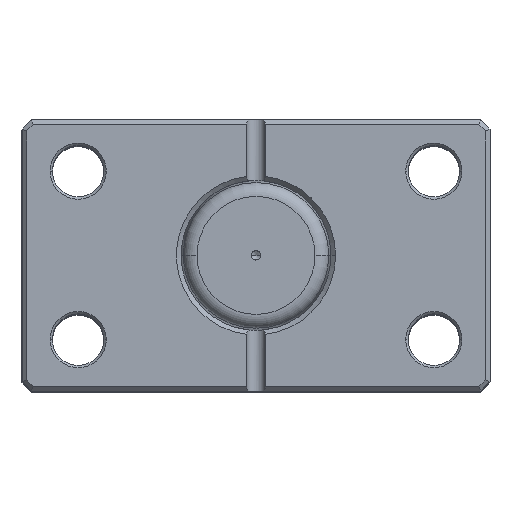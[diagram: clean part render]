
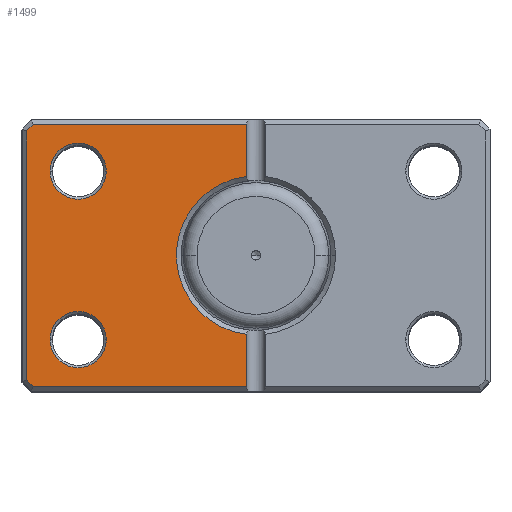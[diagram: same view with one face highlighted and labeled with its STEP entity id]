
A CAD part, top view. The second image highlights one B-rep face of the part: STEP entity #1499.
In plain terms, the highlighted face is planar.
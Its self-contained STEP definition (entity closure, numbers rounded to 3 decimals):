
#250 = EDGE_LOOP ( 'NONE', ( #792, #6177 ) ) ;
#300 = CIRCLE ( 'NONE', #3527, 17. ) ;
#385 = AXIS2_PLACEMENT_3D ( 'NONE', #4897, #1395, #2589 ) ;
#491 = DIRECTION ( 'NONE',  ( 0., 0., 1. ) ) ;
#505 = LINE ( 'NONE', #2461, #4351 ) ;
#564 = DIRECTION ( 'NONE',  ( 0., 0., 1. ) ) ;
#577 = EDGE_CURVE ( 'NONE', #5961, #5967, #1877, .T. ) ;
#666 = DIRECTION ( 'NONE',  ( 0., 1., 0. ) ) ;
#668 = EDGE_CURVE ( 'NONE', #5238, #5308, #4838, .T. ) ;
#712 = CARTESIAN_POINT ( 'NONE',  ( 2., 29., 0. ) ) ;
#714 = VERTEX_POINT ( 'NONE', #3361 ) ;
#792 = ORIENTED_EDGE ( 'NONE', *, *, #668, .T. ) ;
#1050 = DIRECTION ( 'NONE',  ( 1., 0., 0. ) ) ;
#1079 = DIRECTION ( 'NONE',  ( 0., 0., 1. ) ) ;
#1148 = CARTESIAN_POINT ( 'NONE',  ( 38., 18., 0. ) ) ;
#1284 = EDGE_CURVE ( 'NONE', #5308, #5238, #3450, .T. ) ;
#1295 = EDGE_CURVE ( 'NONE', #5967, #5961, #4481, .T. ) ;
#1296 = EDGE_CURVE ( 'NONE', #5938, #6454, #5709, .T. ) ;
#1304 = EDGE_CURVE ( 'NONE', #6454, #6125, #300, .T. ) ;
#1315 = EDGE_CURVE ( 'NONE', #6125, #1485, #505, .T. ) ;
#1317 = EDGE_CURVE ( 'NONE', #1485, #2084, #3174, .T. ) ;
#1327 = EDGE_CURVE ( 'NONE', #2084, #714, #1509, .T. ) ;
#1328 = EDGE_CURVE ( 'NONE', #714, #1868, #4227, .T. ) ;
#1333 = VECTOR ( 'NONE', #2220, 1000. ) ;
#1334 = EDGE_CURVE ( 'NONE', #1868, #2974, #5280, .T. ) ;
#1344 = EDGE_CURVE ( 'NONE', #2974, #5938, #3032, .T. ) ;
#1395 = DIRECTION ( 'NONE',  ( 0., 0., 1. ) ) ;
#1421 = FACE_BOUND ( 'NONE', #6410, .T. ) ;
#1485 = VERTEX_POINT ( 'NONE', #6145 ) ;
#1499 = ADVANCED_FACE ( 'NONE', ( #5339, #1421, #3101 ), #5350, .F. ) ;
#1509 = LINE ( 'NONE', #5603, #6510 ) ;
#1712 = AXIS2_PLACEMENT_3D ( 'NONE', #2970, #3110, #2853 ) ;
#1868 = VERTEX_POINT ( 'NONE', #3729 ) ;
#1877 = CIRCLE ( 'NONE', #1712, 6. ) ;
#2061 = VECTOR ( 'NONE', #3849, 1000. ) ;
#2084 = VERTEX_POINT ( 'NONE', #2692 ) ;
#2220 = DIRECTION ( 'NONE',  ( -1., 0., 0. ) ) ;
#2248 = CARTESIAN_POINT ( 'NONE',  ( 49., 0., 0. ) ) ;
#2330 = CARTESIAN_POINT ( 'NONE',  ( 38., -18., 0. ) ) ;
#2448 = ORIENTED_EDGE ( 'NONE', *, *, #577, .T. ) ;
#2461 = CARTESIAN_POINT ( 'NONE',  ( 2., 29., 0. ) ) ;
#2522 = ORIENTED_EDGE ( 'NONE', *, *, #1295, .T. ) ;
#2589 = DIRECTION ( 'NONE',  ( 1., 0., 0. ) ) ;
#2692 = CARTESIAN_POINT ( 'NONE',  ( 47.586, 28., 0. ) ) ;
#2749 = CARTESIAN_POINT ( 'NONE',  ( 37.793, -37.793, 0. ) ) ;
#2772 = DIRECTION ( 'NONE',  ( 1., 0., 0. ) ) ;
#2853 = DIRECTION ( 'NONE',  ( 1., 0., 0. ) ) ;
#2883 = DIRECTION ( 'NONE',  ( 1., 0., 0. ) ) ;
#2933 = DIRECTION ( 'NONE',  ( -0.707, -0.707, 0. ) ) ;
#2970 = CARTESIAN_POINT ( 'NONE',  ( 38., 18., 0. ) ) ;
#2974 = VERTEX_POINT ( 'NONE', #3665 ) ;
#2999 = CARTESIAN_POINT ( 'NONE',  ( 0., 28., 0. ) ) ;
#3032 = LINE ( 'NONE', #4201, #1333 ) ;
#3086 = ORIENTED_EDGE ( 'NONE', *, *, #1315, .T. ) ;
#3101 = FACE_OUTER_BOUND ( 'NONE', #5057, .T. ) ;
#3110 = DIRECTION ( 'NONE',  ( 0., 0., 1. ) ) ;
#3174 = LINE ( 'NONE', #2999, #5423 ) ;
#3318 = VECTOR ( 'NONE', #666, 1000. ) ;
#3335 = DIRECTION ( 'NONE',  ( 0., 1., 0. ) ) ;
#3361 = CARTESIAN_POINT ( 'NONE',  ( 49., 26.586, 0. ) ) ;
#3369 = DIRECTION ( 'NONE',  ( 0., 0., 1. ) ) ;
#3450 = CIRCLE ( 'NONE', #3739, 6. ) ;
#3460 = CARTESIAN_POINT ( 'NONE',  ( 44., 18., 0. ) ) ;
#3498 = ORIENTED_EDGE ( 'NONE', *, *, #1317, .T. ) ;
#3527 = AXIS2_PLACEMENT_3D ( 'NONE', #6072, #564, #5991 ) ;
#3604 = AXIS2_PLACEMENT_3D ( 'NONE', #1148, #491, #2772 ) ;
#3665 = CARTESIAN_POINT ( 'NONE',  ( 47.586, -28., 0. ) ) ;
#3729 = CARTESIAN_POINT ( 'NONE',  ( 49., -26.586, 0. ) ) ;
#3739 = AXIS2_PLACEMENT_3D ( 'NONE', #6478, #1079, #1050 ) ;
#3849 = DIRECTION ( 'NONE',  ( 0., -1., 0. ) ) ;
#4078 = VECTOR ( 'NONE', #2933, 1000. ) ;
#4201 = CARTESIAN_POINT ( 'NONE',  ( 0., -28., 0. ) ) ;
#4227 = LINE ( 'NONE', #2248, #2061 ) ;
#4337 = CARTESIAN_POINT ( 'NONE',  ( 2., -28., 0. ) ) ;
#4351 = VECTOR ( 'NONE', #3335, 1000. ) ;
#4390 = ORIENTED_EDGE ( 'NONE', *, *, #1327, .T. ) ;
#4448 = ORIENTED_EDGE ( 'NONE', *, *, #1328, .T. ) ;
#4460 = CARTESIAN_POINT ( 'NONE',  ( 2., -16.882, 0. ) ) ;
#4481 = CIRCLE ( 'NONE', #3604, 6. ) ;
#4592 = DIRECTION ( 'NONE',  ( 0.707, -0.707, 0. ) ) ;
#4751 = ORIENTED_EDGE ( 'NONE', *, *, #1334, .T. ) ;
#4838 = CIRCLE ( 'NONE', #5581, 6. ) ;
#4849 = ORIENTED_EDGE ( 'NONE', *, *, #1296, .T. ) ;
#4897 = CARTESIAN_POINT ( 'NONE',  ( 0., 0., 0. ) ) ;
#4914 = CARTESIAN_POINT ( 'NONE',  ( 32., -18., 0. ) ) ;
#4958 = ORIENTED_EDGE ( 'NONE', *, *, #1344, .T. ) ;
#5057 = EDGE_LOOP ( 'NONE', ( #4849, #6319, #3086, #3498, #4390, #4448, #4751, #4958 ) ) ;
#5175 = DIRECTION ( 'NONE',  ( 1., 0., 0. ) ) ;
#5238 = VERTEX_POINT ( 'NONE', #4914 ) ;
#5280 = LINE ( 'NONE', #2749, #4078 ) ;
#5291 = CARTESIAN_POINT ( 'NONE',  ( 2., 16.882, 0. ) ) ;
#5308 = VERTEX_POINT ( 'NONE', #6330 ) ;
#5339 = FACE_BOUND ( 'NONE', #250, .T. ) ;
#5350 = PLANE ( 'NONE',  #385 ) ;
#5423 = VECTOR ( 'NONE', #2883, 1000. ) ;
#5581 = AXIS2_PLACEMENT_3D ( 'NONE', #2330, #3369, #5175 ) ;
#5603 = CARTESIAN_POINT ( 'NONE',  ( 37.793, 37.793, 0. ) ) ;
#5709 = LINE ( 'NONE', #712, #3318 ) ;
#5938 = VERTEX_POINT ( 'NONE', #4337 ) ;
#5961 = VERTEX_POINT ( 'NONE', #6198 ) ;
#5967 = VERTEX_POINT ( 'NONE', #3460 ) ;
#5991 = DIRECTION ( 'NONE',  ( 1., 0., 0. ) ) ;
#6072 = CARTESIAN_POINT ( 'NONE',  ( 0., 0., 0. ) ) ;
#6125 = VERTEX_POINT ( 'NONE', #5291 ) ;
#6145 = CARTESIAN_POINT ( 'NONE',  ( 2., 28., 0. ) ) ;
#6177 = ORIENTED_EDGE ( 'NONE', *, *, #1284, .T. ) ;
#6198 = CARTESIAN_POINT ( 'NONE',  ( 32., 18., 0. ) ) ;
#6319 = ORIENTED_EDGE ( 'NONE', *, *, #1304, .T. ) ;
#6330 = CARTESIAN_POINT ( 'NONE',  ( 44., -18., 0. ) ) ;
#6410 = EDGE_LOOP ( 'NONE', ( #2448, #2522 ) ) ;
#6454 = VERTEX_POINT ( 'NONE', #4460 ) ;
#6478 = CARTESIAN_POINT ( 'NONE',  ( 38., -18., 0. ) ) ;
#6510 = VECTOR ( 'NONE', #4592, 1000. ) ;
